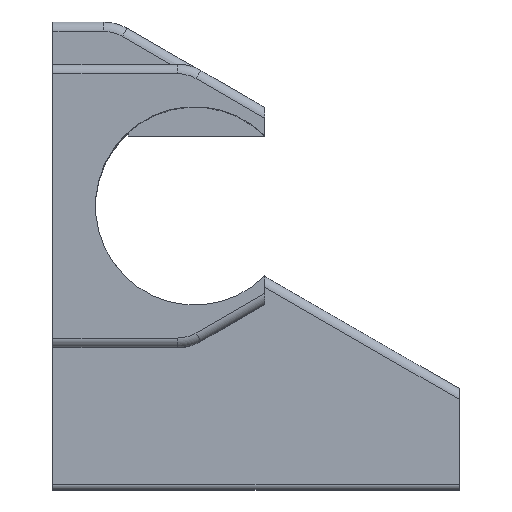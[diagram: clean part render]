
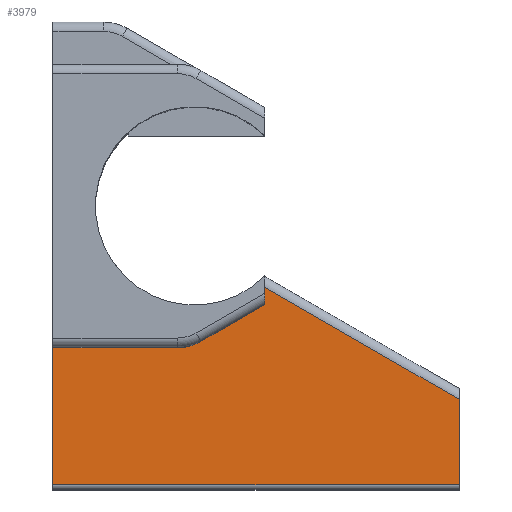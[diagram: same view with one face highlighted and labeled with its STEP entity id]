
A CAD part, top view. The second image highlights one B-rep face of the part: STEP entity #3979.
In plain terms, the highlighted planar face has unit normal (0, 0, 1).
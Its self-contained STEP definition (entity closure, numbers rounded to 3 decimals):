
#485=CARTESIAN_POINT('',(28.,-20.459,15.));
#496=CARTESIAN_POINT('',(7.425,-8.579,15.));
#652=DIRECTION('',(0.,1.,0.));
#653=VECTOR('',#652,14.5);
#654=CARTESIAN_POINT('',(-15.,-29.5,15.));
#655=LINE('',#654,#653);
#2100=CARTESIAN_POINT('',(-1.84,-10.,15.));
#2101=DIRECTION('',(0.,0.,-1.));
#2102=DIRECTION('',(0.259,-0.966,0.));
#2103=AXIS2_PLACEMENT_3D('',#2100,#2101,#2102);
#2108=CARTESIAN_POINT('',(-1.84,-10.,15.));
#2109=DIRECTION('',(0.,0.,-1.));
#2110=DIRECTION('',(0.5,-0.866,0.));
#2111=AXIS2_PLACEMENT_3D('',#2108,#2109,#2110);
#2116=DIRECTION('',(-0.866,-0.5,0.));
#2117=VECTOR('',#2116,7.811);
#2118=CARTESIAN_POINT('',(7.425,-10.425,15.));
#2119=LINE('',#2118,#2117);
#2123=DIRECTION('',(0.,-1.,0.));
#2124=VECTOR('',#2123,1.845);
#2125=CARTESIAN_POINT('',(7.425,-8.579,15.));
#2126=LINE('',#2125,#2124);
#2130=DIRECTION('',(-0.866,0.5,0.));
#2131=VECTOR('',#2130,23.758);
#2132=CARTESIAN_POINT('',(28.,-20.459,15.));
#2133=LINE('',#2132,#2131);
#2137=DIRECTION('',(0.,1.,0.));
#2138=VECTOR('',#2137,9.041);
#2139=CARTESIAN_POINT('',(28.,-29.5,15.));
#2140=LINE('',#2139,#2138);
#2144=DIRECTION('',(-1.,0.,0.));
#2145=VECTOR('',#2144,43.);
#2146=CARTESIAN_POINT('',(28.,-29.5,15.));
#2147=LINE('',#2146,#2145);
#2165=DIRECTION('',(1.,0.,0.));
#2166=VECTOR('',#2165,13.16);
#2167=CARTESIAN_POINT('',(-15.,-15.,15.));
#2168=LINE('',#2167,#2166);
#2341=CARTESIAN_POINT('',(-15.,-29.5,15.));
#2343=VERTEX_POINT('',#2341);
#2377=VERTEX_POINT('',#496);
#2379=VERTEX_POINT('',#485);
#2382=CARTESIAN_POINT('',(-15.,-15.,15.));
#2383=VERTEX_POINT('',#2382);
#2415=CARTESIAN_POINT('',(28.,-29.5,15.));
#2416=VERTEX_POINT('',#2415);
#2483=CARTESIAN_POINT('',(7.425,-10.425,15.));
#2484=VERTEX_POINT('',#2483);
#2485=CARTESIAN_POINT('',(-1.84,-15.,15.));
#2486=VERTEX_POINT('',#2485);
#2515=CARTESIAN_POINT('',(0.66,-14.33,15.));
#2516=CARTESIAN_POINT('',(-0.546,-14.83,15.));
#2517=VERTEX_POINT('',#2515);
#2518=VERTEX_POINT('',#2516);
#3961=CARTESIAN_POINT('',(8.12,-20.288,15.));
#3962=DIRECTION('',(0.,0.,1.));
#3963=DIRECTION('',(1.,0.,0.));
#3964=AXIS2_PLACEMENT_3D('',#3961,#3962,#3963);
#3965=PLANE('',#3964);
#3967=ORIENTED_EDGE('',*,*,#3966,.T.);
#3968=ORIENTED_EDGE('',*,*,#2925,.T.);
#3970=ORIENTED_EDGE('',*,*,#3969,.T.);
#3971=ORIENTED_EDGE('',*,*,#3940,.F.);
#3972=ORIENTED_EDGE('',*,*,#3938,.F.);
#3973=ORIENTED_EDGE('',*,*,#3955,.F.);
#3974=ORIENTED_EDGE('',*,*,#2755,.F.);
#3975=ORIENTED_EDGE('',*,*,#2840,.F.);
#3976=ORIENTED_EDGE('',*,*,#2859,.F.);
#3977=EDGE_LOOP('',(#3967,#3968,#3970,#3971,#3972,#3973,#3974,#3975,#3976));
#3978=FACE_OUTER_BOUND('',#3977,.F.);
#2104=CIRCLE('',#2103,5.);
#2112=CIRCLE('',#2111,5.);
#2755=EDGE_CURVE('',#2377,#2484,#2126,.T.);
#2840=EDGE_CURVE('',#2379,#2377,#2133,.T.);
#2859=EDGE_CURVE('',#2416,#2379,#2140,.T.);
#2925=EDGE_CURVE('',#2343,#2383,#655,.T.);
#3938=EDGE_CURVE('',#2517,#2518,#2112,.T.);
#3940=EDGE_CURVE('',#2518,#2486,#2104,.T.);
#3955=EDGE_CURVE('',#2484,#2517,#2119,.T.);
#3966=EDGE_CURVE('',#2416,#2343,#2147,.T.);
#3969=EDGE_CURVE('',#2383,#2486,#2168,.T.);
#3979=ADVANCED_FACE('',(#3978),#3965,.T.);
